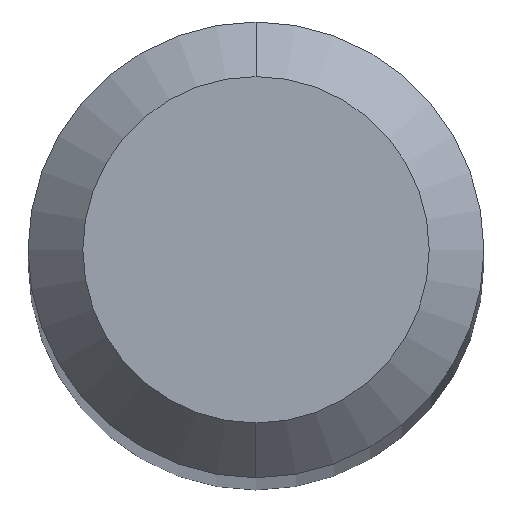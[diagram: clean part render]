
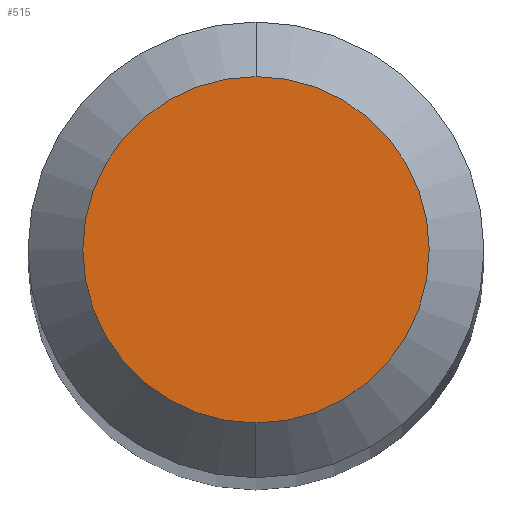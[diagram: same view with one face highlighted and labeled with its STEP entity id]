
A CAD part, top view. The second image highlights one B-rep face of the part: STEP entity #515.
In plain terms, the highlighted planar face has unit normal (0, 0, 1).
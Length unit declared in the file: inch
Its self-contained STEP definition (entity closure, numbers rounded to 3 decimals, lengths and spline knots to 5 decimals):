
#32 = EDGE_LOOP ( 'NONE', ( #249, #109 ) ) ;
#33 = DIRECTION ( 'NONE',  ( 0., 0., 1. ) ) ;
#34 = PLANE ( 'NONE',  #551 ) ;
#60 = AXIS2_PLACEMENT_3D ( 'NONE', #422, #33, #343 ) ;
#74 = DIRECTION ( 'NONE',  ( 0., 1., 0. ) ) ;
#109 = ORIENTED_EDGE ( 'NONE', *, *, #201, .T. ) ;
#132 = VERTEX_POINT ( 'NONE', #471 ) ;
#181 = AXIS2_PLACEMENT_3D ( 'NONE', #310, #479, #428 ) ;
#201 = EDGE_CURVE ( 'NONE', #132, #281, #537, .T. ) ;
#213 = DIRECTION ( 'NONE',  ( 0., 0., -1. ) ) ;
#243 = CIRCLE ( 'NONE', #181, 0.0475 ) ;
#249 = ORIENTED_EDGE ( 'NONE', *, *, #530, .T. ) ;
#281 = VERTEX_POINT ( 'NONE', #395 ) ;
#310 = CARTESIAN_POINT ( 'NONE',  ( 0., 0., 0. ) ) ;
#343 = DIRECTION ( 'NONE',  ( 0., -1., 0. ) ) ;
#395 = CARTESIAN_POINT ( 'NONE',  ( 0., 0.0475, 0. ) ) ;
#422 = CARTESIAN_POINT ( 'NONE',  ( 0., 0., 0. ) ) ;
#424 = FACE_OUTER_BOUND ( 'NONE', #32, .T. ) ;
#428 = DIRECTION ( 'NONE',  ( 0., -1., 0. ) ) ;
#471 = CARTESIAN_POINT ( 'NONE',  ( 0., -0.0475, 0. ) ) ;
#475 = CARTESIAN_POINT ( 'NONE',  ( 0., 0.0475, 0. ) ) ;
#479 = DIRECTION ( 'NONE',  ( 0., 0., 1. ) ) ;
#515 = ADVANCED_FACE ( 'NONE', ( #424 ), #34, .F. ) ;
#530 = EDGE_CURVE ( 'NONE', #281, #132, #243, .T. ) ;
#537 = CIRCLE ( 'NONE', #60, 0.0475 ) ;
#551 = AXIS2_PLACEMENT_3D ( 'NONE', #475, #213, #74 ) ;
